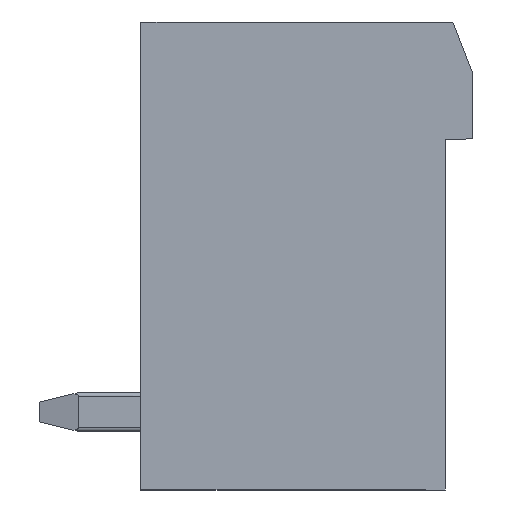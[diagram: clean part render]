
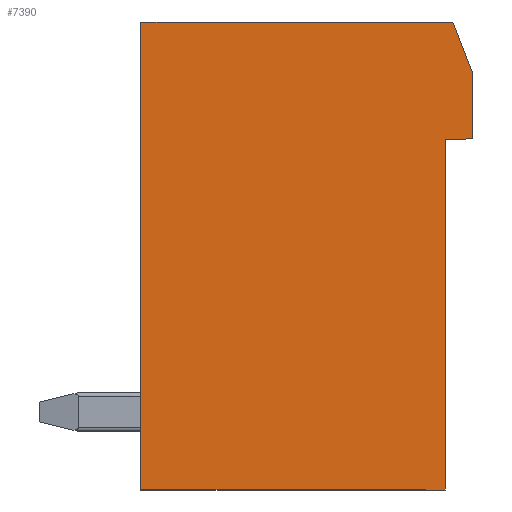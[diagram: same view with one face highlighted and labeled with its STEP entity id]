
A CAD part, left-side view. The second image highlights one B-rep face of the part: STEP entity #7390.
In plain terms, the highlighted planar face has unit normal (-1, 0, 0).
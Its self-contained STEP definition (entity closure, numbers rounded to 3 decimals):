
#2269=ORIENTED_EDGE('',*,*,#2807,.T.);
#2270=ORIENTED_EDGE('',*,*,#2848,.T.);
#2271=ORIENTED_EDGE('',*,*,#2868,.T.);
#2272=ORIENTED_EDGE('',*,*,#2447,.T.);
#2273=ORIENTED_EDGE('',*,*,#2882,.T.);
#2274=ORIENTED_EDGE('',*,*,#2879,.T.);
#2275=ORIENTED_EDGE('',*,*,#2878,.T.);
#2447=EDGE_CURVE('',#3489,#3488,#4156,.T.);
#2807=EDGE_CURVE('',#3793,#3795,#4470,.T.);
#2848=EDGE_CURVE('',#3795,#3819,#4505,.T.);
#2868=EDGE_CURVE('',#3819,#3489,#4525,.T.);
#2878=EDGE_CURVE('',#3833,#3793,#4535,.T.);
#2879=EDGE_CURVE('',#3834,#3833,#4536,.T.);
#2882=EDGE_CURVE('',#3488,#3834,#4539,.T.);
#3488=VERTEX_POINT('',#9991);
#3489=VERTEX_POINT('',#9993);
#3793=VERTEX_POINT('',#10740);
#3795=VERTEX_POINT('',#10744);
#3819=VERTEX_POINT('',#10815);
#3833=VERTEX_POINT('',#10854);
#3834=VERTEX_POINT('',#10865);
#4156=LINE('',#9992,#4985);
#4470=LINE('',#10745,#5299);
#4505=LINE('',#10816,#5334);
#4525=LINE('',#10849,#5354);
#4535=LINE('',#10862,#5364);
#4536=LINE('',#10864,#5365);
#4539=LINE('',#10870,#5368);
#4985=VECTOR('',#8025,1000.);
#5299=VECTOR('',#8523,1000.);
#5334=VECTOR('',#8582,1000.);
#5354=VECTOR('',#8604,1000.);
#5364=VECTOR('',#8616,1000.);
#5365=VECTOR('',#8619,1000.);
#5368=VECTOR('',#8624,1000.);
#6225=EDGE_LOOP('',(#2269,#2270,#2271,#2272,#2273,#2274,#2275));
#6674=FACE_BOUND('',#6225,.T.);
#6997=PLANE('',#7944);
#7390=ADVANCED_FACE('',(#6674),#6997,.T.);
#7944=AXIS2_PLACEMENT_3D('',#12118,#9790,#9791);
#8025=DIRECTION('',(0.,-1.,0.));
#8523=DIRECTION('',(0.,0.359,0.933));
#8582=DIRECTION('',(0.,1.,0.));
#8604=DIRECTION('',(0.,0.,-1.));
#8616=DIRECTION('',(0.,0.,1.));
#8619=DIRECTION('',(0.,-1.,0.));
#8624=DIRECTION('',(0.,0.,1.));
#9790=DIRECTION('',(-1.,0.,0.));
#9791=DIRECTION('',(0.,0.,1.));
#9991=CARTESIAN_POINT('',(-15.94,0.7,-6.));
#9992=CARTESIAN_POINT('',(-15.94,8.5,-6.));
#9993=CARTESIAN_POINT('',(-15.94,8.5,-6.));
#10740=CARTESIAN_POINT('',(-15.94,0.,4.7));
#10744=CARTESIAN_POINT('',(-15.94,0.5,6.));
#10745=CARTESIAN_POINT('',(-15.94,0.,4.7));
#10815=CARTESIAN_POINT('',(-15.94,8.5,6.));
#10816=CARTESIAN_POINT('',(-15.94,0.5,6.));
#10849=CARTESIAN_POINT('',(-15.94,8.5,6.));
#10854=CARTESIAN_POINT('',(-15.94,0.,3.));
#10862=CARTESIAN_POINT('',(-15.94,0.,3.));
#10864=CARTESIAN_POINT('',(-15.94,0.7,3.));
#10865=CARTESIAN_POINT('',(-15.94,0.7,3.));
#10870=CARTESIAN_POINT('',(-15.94,0.7,-6.));
#12118=CARTESIAN_POINT('',(-15.94,0.,0.));
